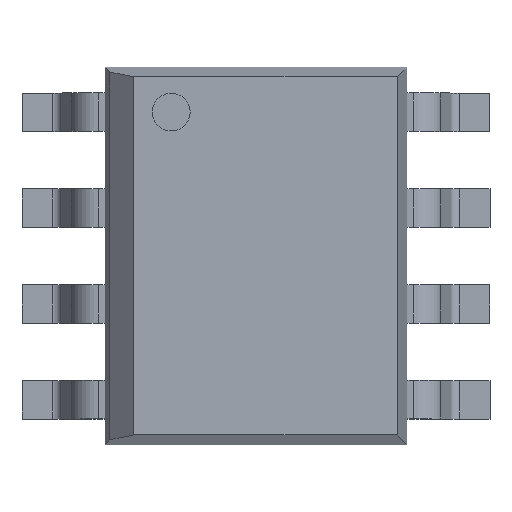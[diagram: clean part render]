
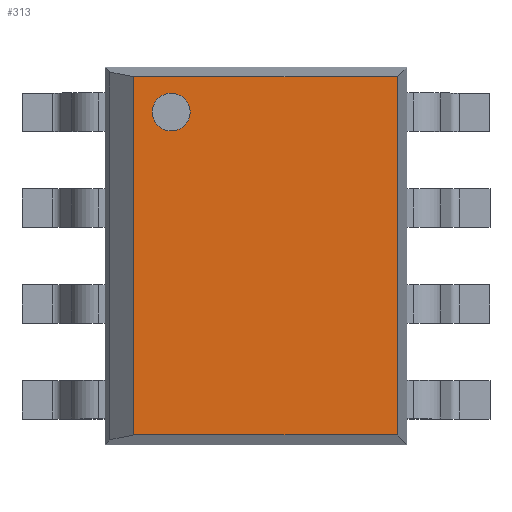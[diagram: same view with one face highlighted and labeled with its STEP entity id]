
A CAD part, top view. The second image highlights one B-rep face of the part: STEP entity #313.
In plain terms, the highlighted planar face has unit normal (0, 0, 1).
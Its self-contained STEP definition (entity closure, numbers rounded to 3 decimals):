
#72=CARTESIAN_POINT('',(-1.123,1.655,1.75));
#73=VERTEX_POINT('',#72);
#89=CARTESIAN_POINT('',(-1.123,2.155,1.75));
#90=VERTEX_POINT('',#89);
#97=CARTESIAN_POINT('',(-1.123,1.905,1.75));
#98=DIRECTION('',(0.0,0.0,-1.0));
#99=DIRECTION('',(0.0,-1.0,0.0));
#100=AXIS2_PLACEMENT_3D('',#97,#98,#99);
#101=CIRCLE('',#100,0.25);
#102=EDGE_CURVE('',#73,#90,#101,.T.);
#113=CARTESIAN_POINT('',(-1.123,1.905,1.75));
#114=DIRECTION('',(0.0,0.0,-1.0));
#115=DIRECTION('',(0.0,-1.0,0.0));
#116=AXIS2_PLACEMENT_3D('',#113,#114,#115);
#117=CIRCLE('',#116,0.25);
#118=EDGE_CURVE('',#90,#73,#117,.T.);
#146=CARTESIAN_POINT('',(-1.623,-2.373,1.75));
#147=VERTEX_POINT('',#146);
#156=CARTESIAN_POINT('',(-1.623,2.373,1.75));
#157=VERTEX_POINT('',#156);
#158=CARTESIAN_POINT('',(-1.623,2.373,1.75));
#159=DIRECTION('',(0.0,-1.0,0.0));
#160=VECTOR('',#159,4.746);
#161=LINE('',#158,#160);
#162=EDGE_CURVE('',#157,#147,#161,.T.);
#203=CARTESIAN_POINT('',(1.873,-2.373,1.75));
#204=VERTEX_POINT('',#203);
#211=CARTESIAN_POINT('',(1.873,-2.373,1.75));
#212=DIRECTION('',(-1.0,0.0,0.0));
#213=VECTOR('',#212,3.496);
#214=LINE('',#211,#213);
#215=EDGE_CURVE('',#204,#147,#214,.T.);
#250=CARTESIAN_POINT('',(1.873,2.373,1.75));
#251=VERTEX_POINT('',#250);
#252=CARTESIAN_POINT('',(-1.623,2.373,1.75));
#253=DIRECTION('',(1.0,0.0,0.0));
#254=VECTOR('',#253,3.496);
#255=LINE('',#252,#254);
#256=EDGE_CURVE('',#157,#251,#255,.T.);
#282=CARTESIAN_POINT('',(1.873,-2.373,1.75));
#283=DIRECTION('',(0.0,1.0,0.0));
#284=VECTOR('',#283,4.746);
#285=LINE('',#282,#284);
#286=EDGE_CURVE('',#204,#251,#285,.T.);
#298=CARTESIAN_POINT('',(1.873,-2.5,1.75));
#299=DIRECTION('',(0.0,0.0,1.0));
#300=DIRECTION('',(0.0,-1.0,0.0));
#301=AXIS2_PLACEMENT_3D('',#298,#299,#300);
#302=PLANE('',#301);
#303=ORIENTED_EDGE('',*,*,#162,.T.);
#304=ORIENTED_EDGE('',*,*,#215,.F.);
#305=ORIENTED_EDGE('',*,*,#286,.T.);
#306=ORIENTED_EDGE('',*,*,#256,.F.);
#307=EDGE_LOOP('',(#303,#304,#305,#306));
#308=FACE_OUTER_BOUND('',#307,.T.);
#309=ORIENTED_EDGE('',*,*,#102,.T.);
#310=ORIENTED_EDGE('',*,*,#118,.T.);
#311=EDGE_LOOP('',(#309,#310));
#312=FACE_BOUND('',#311,.T.);
#313=ADVANCED_FACE('',(#308,#312),#302,.T.);
